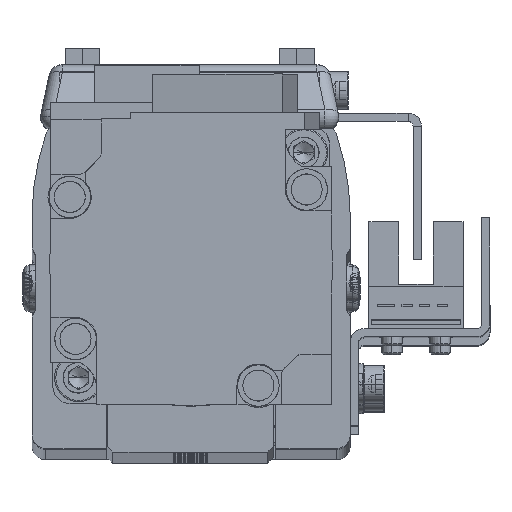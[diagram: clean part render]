
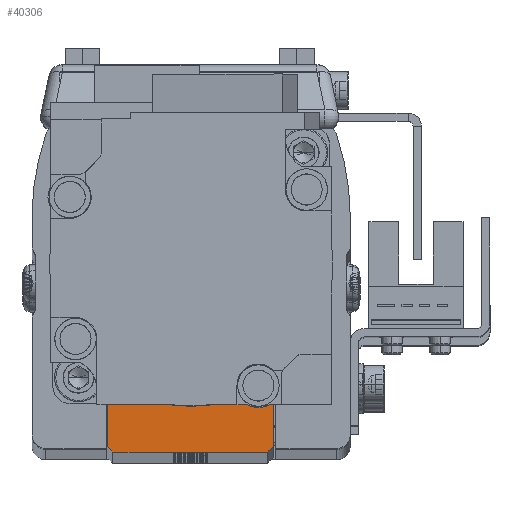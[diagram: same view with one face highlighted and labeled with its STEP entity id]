
A CAD part, top view. The second image highlights one B-rep face of the part: STEP entity #40306.
In plain terms, the highlighted planar face has unit normal (0, 0, 1).
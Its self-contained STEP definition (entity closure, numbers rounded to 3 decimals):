
#3182 = FACE_OUTER_BOUND ( 'NONE', #21645, .T. ) ;
#3431 = EDGE_CURVE ( 'NONE', #57209, #36962, #20205, .T. ) ;
#5504 = VECTOR ( 'NONE', #47971, 1000. ) ;
#5515 = CARTESIAN_POINT ( 'NONE',  ( -12.107, -2.793, 0. ) ) ;
#5954 = VERTEX_POINT ( 'NONE', #56327 ) ;
#7203 = CARTESIAN_POINT ( 'NONE',  ( -11.307, -3.593, 0. ) ) ;
#9297 = VERTEX_POINT ( 'NONE', #29539 ) ;
#9574 = EDGE_CURVE ( 'NONE', #57042, #9297, #63955, .T. ) ;
#10947 = VECTOR ( 'NONE', #27189, 1000. ) ;
#10964 = CARTESIAN_POINT ( 'NONE',  ( 11.893, -2.793, 0. ) ) ;
#12527 = DIRECTION ( 'NONE',  ( 0.707, -0.707, 0. ) ) ;
#14064 = LINE ( 'NONE', #54408, #54649 ) ;
#15067 = EDGE_CURVE ( 'NONE', #5954, #57209, #46059, .T. ) ;
#15152 = AXIS2_PLACEMENT_3D ( 'NONE', #36552, #20804, #57875 ) ;
#15627 = ORIENTED_EDGE ( 'NONE', *, *, #42597, .T. ) ;
#16615 = CARTESIAN_POINT ( 'NONE',  ( -12.107, 4.907, 0. ) ) ;
#17413 = LINE ( 'NONE', #7203, #43894 ) ;
#20205 = LINE ( 'NONE', #40368, #48351 ) ;
#20804 = DIRECTION ( 'NONE',  ( 0., 0., 1. ) ) ;
#21512 = ORIENTED_EDGE ( 'NONE', *, *, #9574, .T. ) ;
#21645 = EDGE_LOOP ( 'NONE', ( #15627, #36449, #21512, #32907, #26481, #45124 ) ) ;
#22005 = CARTESIAN_POINT ( 'NONE',  ( 11.093, -3.593, 0. ) ) ;
#22719 = DIRECTION ( 'NONE',  ( 0., -1., 0. ) ) ;
#26481 = ORIENTED_EDGE ( 'NONE', *, *, #15067, .T. ) ;
#27189 = DIRECTION ( 'NONE',  ( 1., 0., 0. ) ) ;
#29539 = CARTESIAN_POINT ( 'NONE',  ( 11.093, -3.593, 0. ) ) ;
#32907 = ORIENTED_EDGE ( 'NONE', *, *, #59893, .T. ) ;
#36449 = ORIENTED_EDGE ( 'NONE', *, *, #50466, .T. ) ;
#36552 = CARTESIAN_POINT ( 'NONE',  ( -12.107, 4.907, 0. ) ) ;
#36962 = VERTEX_POINT ( 'NONE', #16615 ) ;
#40306 = ADVANCED_FACE ( 'NONE', ( #3182 ), #68244, .T. ) ;
#40368 = CARTESIAN_POINT ( 'NONE',  ( 11.893, 4.907, 0. ) ) ;
#40396 = VERTEX_POINT ( 'NONE', #5515 ) ;
#42597 = EDGE_CURVE ( 'NONE', #36962, #40396, #14064, .T. ) ;
#42816 = LINE ( 'NONE', #22005, #44478 ) ;
#43894 = VECTOR ( 'NONE', #12527, 1000. ) ;
#44478 = VECTOR ( 'NONE', #59072, 1000. ) ;
#45124 = ORIENTED_EDGE ( 'NONE', *, *, #3431, .T. ) ;
#46059 = LINE ( 'NONE', #10964, #5504 ) ;
#47971 = DIRECTION ( 'NONE',  ( 0., 1., 0. ) ) ;
#48351 = VECTOR ( 'NONE', #50782, 1000. ) ;
#50466 = EDGE_CURVE ( 'NONE', #40396, #57042, #17413, .T. ) ;
#50782 = DIRECTION ( 'NONE',  ( -1., 0., 0. ) ) ;
#52204 = CARTESIAN_POINT ( 'NONE',  ( -11.307, -3.593, 0. ) ) ;
#54408 = CARTESIAN_POINT ( 'NONE',  ( -12.107, -2.793, 0. ) ) ;
#54649 = VECTOR ( 'NONE', #22719, 1000. ) ;
#56327 = CARTESIAN_POINT ( 'NONE',  ( 11.893, -2.793, 0. ) ) ;
#57042 = VERTEX_POINT ( 'NONE', #52204 ) ;
#57209 = VERTEX_POINT ( 'NONE', #58902 ) ;
#57875 = DIRECTION ( 'NONE',  ( 1., 0., 0. ) ) ;
#58893 = CARTESIAN_POINT ( 'NONE',  ( 11.093, -3.593, 0. ) ) ;
#58902 = CARTESIAN_POINT ( 'NONE',  ( 11.893, 4.907, 0. ) ) ;
#59072 = DIRECTION ( 'NONE',  ( 0.707, 0.707, 0. ) ) ;
#59893 = EDGE_CURVE ( 'NONE', #9297, #5954, #42816, .T. ) ;
#63955 = LINE ( 'NONE', #58893, #10947 ) ;
#68244 = PLANE ( 'NONE',  #15152 ) ;
